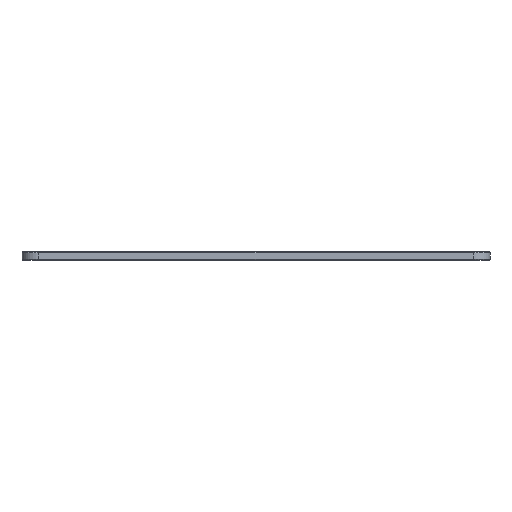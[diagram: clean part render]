
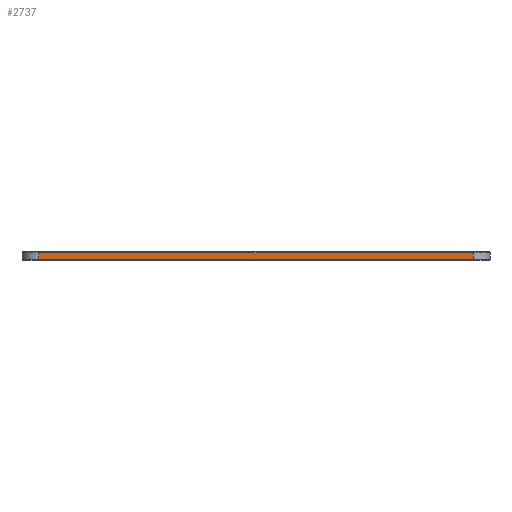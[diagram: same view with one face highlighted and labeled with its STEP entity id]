
A CAD part, left-side view. The second image highlights one B-rep face of the part: STEP entity #2737.
In plain terms, the highlighted planar face has unit normal (-1, 0, 0).
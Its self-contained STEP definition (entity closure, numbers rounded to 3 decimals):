
#101 = PLANE('',#102);
#102 = AXIS2_PLACEMENT_3D('',#103,#104,#105);
#103 = CARTESIAN_POINT('',(-6.1,162.5,0.15));
#104 = DIRECTION('',(0.707,0.,0.707));
#105 = DIRECTION('',(0.,-1.,0.));
#1042 = VERTEX_POINT('',#1043);
#1043 = CARTESIAN_POINT('',(-6.25,162.5,0.3));
#1058 = CYLINDRICAL_SURFACE('',#1059,6.25);
#1059 = AXIS2_PLACEMENT_3D('',#1060,#1061,#1062);
#1060 = CARTESIAN_POINT('',(0.,162.5,0.));
#1061 = DIRECTION('',(-0.,-0.,-1.));
#1062 = DIRECTION('',(1.,0.,0.));
#1151 = EDGE_CURVE('',#1042,#1152,#1154,.T.);
#1152 = VERTEX_POINT('',#1153);
#1153 = CARTESIAN_POINT('',(-6.25,0.,0.3));
#1154 = SURFACE_CURVE('',#1155,(#1159,#1166),.PCURVE_S1.);
#1155 = LINE('',#1156,#1157);
#1156 = CARTESIAN_POINT('',(-6.25,162.5,0.3));
#1157 = VECTOR('',#1158,1.);
#1158 = DIRECTION('',(-0.,-1.,-0.));
#1159 = PCURVE('',#101,#1160);
#1160 = DEFINITIONAL_REPRESENTATION('',(#1161),#1165);
#1161 = LINE('',#1162,#1163);
#1162 = CARTESIAN_POINT('',(0.,-0.212));
#1163 = VECTOR('',#1164,1.);
#1164 = DIRECTION('',(1.,0.));
#1165 = ( GEOMETRIC_REPRESENTATION_CONTEXT(2) 
PARAMETRIC_REPRESENTATION_CONTEXT() REPRESENTATION_CONTEXT('2D SPACE',''
  ) );
#1166 = PCURVE('',#1167,#1172);
#1167 = PLANE('',#1168);
#1168 = AXIS2_PLACEMENT_3D('',#1169,#1170,#1171);
#1169 = CARTESIAN_POINT('',(-6.25,0.,0.));
#1170 = DIRECTION('',(-1.,0.,0.));
#1171 = DIRECTION('',(0.,1.,0.));
#1172 = DEFINITIONAL_REPRESENTATION('',(#1173),#1177);
#1173 = LINE('',#1174,#1175);
#1174 = CARTESIAN_POINT('',(162.5,-0.3));
#1175 = VECTOR('',#1176,1.);
#1176 = DIRECTION('',(-1.,0.));
#1177 = ( GEOMETRIC_REPRESENTATION_CONTEXT(2) 
PARAMETRIC_REPRESENTATION_CONTEXT() REPRESENTATION_CONTEXT('2D SPACE',''
  ) );
#1274 = CYLINDRICAL_SURFACE('',#1275,6.25);
#1275 = AXIS2_PLACEMENT_3D('',#1276,#1277,#1278);
#1276 = CARTESIAN_POINT('',(0.,0.,0.));
#1277 = DIRECTION('',(-0.,-0.,-1.));
#1278 = DIRECTION('',(1.,0.,0.));
#2633 = VERTEX_POINT('',#2634);
#2634 = CARTESIAN_POINT('',(-6.25,162.5,2.825));
#2661 = EDGE_CURVE('',#1042,#2633,#2662,.T.);
#2662 = SURFACE_CURVE('',#2663,(#2667,#2674),.PCURVE_S1.);
#2663 = LINE('',#2664,#2665);
#2664 = CARTESIAN_POINT('',(-6.25,162.5,0.));
#2665 = VECTOR('',#2666,1.);
#2666 = DIRECTION('',(0.,0.,1.));
#2667 = PCURVE('',#1058,#2668);
#2668 = DEFINITIONAL_REPRESENTATION('',(#2669),#2673);
#2669 = LINE('',#2670,#2671);
#2670 = CARTESIAN_POINT('',(-3.142,0.));
#2671 = VECTOR('',#2672,1.);
#2672 = DIRECTION('',(-0.,-1.));
#2673 = ( GEOMETRIC_REPRESENTATION_CONTEXT(2) 
PARAMETRIC_REPRESENTATION_CONTEXT() REPRESENTATION_CONTEXT('2D SPACE',''
  ) );
#2674 = PCURVE('',#1167,#2675);
#2675 = DEFINITIONAL_REPRESENTATION('',(#2676),#2680);
#2676 = LINE('',#2677,#2678);
#2677 = CARTESIAN_POINT('',(162.5,0.));
#2678 = VECTOR('',#2679,1.);
#2679 = DIRECTION('',(0.,-1.));
#2680 = ( GEOMETRIC_REPRESENTATION_CONTEXT(2) 
PARAMETRIC_REPRESENTATION_CONTEXT() REPRESENTATION_CONTEXT('2D SPACE',''
  ) );
#2737 = ADVANCED_FACE('',(#2738),#1167,.T.);
#2738 = FACE_BOUND('',#2739,.T.);
#2739 = EDGE_LOOP('',(#2740,#2763,#2789,#2790));
#2740 = ORIENTED_EDGE('',*,*,#2741,.T.);
#2741 = EDGE_CURVE('',#1152,#2742,#2744,.T.);
#2742 = VERTEX_POINT('',#2743);
#2743 = CARTESIAN_POINT('',(-6.25,0.,2.825));
#2744 = SURFACE_CURVE('',#2745,(#2749,#2756),.PCURVE_S1.);
#2745 = LINE('',#2746,#2747);
#2746 = CARTESIAN_POINT('',(-6.25,0.,0.));
#2747 = VECTOR('',#2748,1.);
#2748 = DIRECTION('',(0.,0.,1.));
#2749 = PCURVE('',#1167,#2750);
#2750 = DEFINITIONAL_REPRESENTATION('',(#2751),#2755);
#2751 = LINE('',#2752,#2753);
#2752 = CARTESIAN_POINT('',(0.,0.));
#2753 = VECTOR('',#2754,1.);
#2754 = DIRECTION('',(0.,-1.));
#2755 = ( GEOMETRIC_REPRESENTATION_CONTEXT(2) 
PARAMETRIC_REPRESENTATION_CONTEXT() REPRESENTATION_CONTEXT('2D SPACE',''
  ) );
#2756 = PCURVE('',#1274,#2757);
#2757 = DEFINITIONAL_REPRESENTATION('',(#2758),#2762);
#2758 = LINE('',#2759,#2760);
#2759 = CARTESIAN_POINT('',(-3.142,0.));
#2760 = VECTOR('',#2761,1.);
#2761 = DIRECTION('',(-0.,-1.));
#2762 = ( GEOMETRIC_REPRESENTATION_CONTEXT(2) 
PARAMETRIC_REPRESENTATION_CONTEXT() REPRESENTATION_CONTEXT('2D SPACE',''
  ) );
#2763 = ORIENTED_EDGE('',*,*,#2764,.F.);
#2764 = EDGE_CURVE('',#2633,#2742,#2765,.T.);
#2765 = SURFACE_CURVE('',#2766,(#2770,#2777),.PCURVE_S1.);
#2766 = LINE('',#2767,#2768);
#2767 = CARTESIAN_POINT('',(-6.25,162.5,2.825));
#2768 = VECTOR('',#2769,1.);
#2769 = DIRECTION('',(-0.,-1.,-0.));
#2770 = PCURVE('',#1167,#2771);
#2771 = DEFINITIONAL_REPRESENTATION('',(#2772),#2776);
#2772 = LINE('',#2773,#2774);
#2773 = CARTESIAN_POINT('',(162.5,-2.825));
#2774 = VECTOR('',#2775,1.);
#2775 = DIRECTION('',(-1.,0.));
#2776 = ( GEOMETRIC_REPRESENTATION_CONTEXT(2) 
PARAMETRIC_REPRESENTATION_CONTEXT() REPRESENTATION_CONTEXT('2D SPACE',''
  ) );
#2777 = PCURVE('',#2778,#2783);
#2778 = PLANE('',#2779);
#2779 = AXIS2_PLACEMENT_3D('',#2780,#2781,#2782);
#2780 = CARTESIAN_POINT('',(-6.1,162.5,2.975));
#2781 = DIRECTION('',(-0.707,0.,0.707));
#2782 = DIRECTION('',(0.,-1.,0.));
#2783 = DEFINITIONAL_REPRESENTATION('',(#2784),#2788);
#2784 = LINE('',#2785,#2786);
#2785 = CARTESIAN_POINT('',(-0.,-0.212));
#2786 = VECTOR('',#2787,1.);
#2787 = DIRECTION('',(1.,0.));
#2788 = ( GEOMETRIC_REPRESENTATION_CONTEXT(2) 
PARAMETRIC_REPRESENTATION_CONTEXT() REPRESENTATION_CONTEXT('2D SPACE',''
  ) );
#2789 = ORIENTED_EDGE('',*,*,#2661,.F.);
#2790 = ORIENTED_EDGE('',*,*,#1151,.T.);
